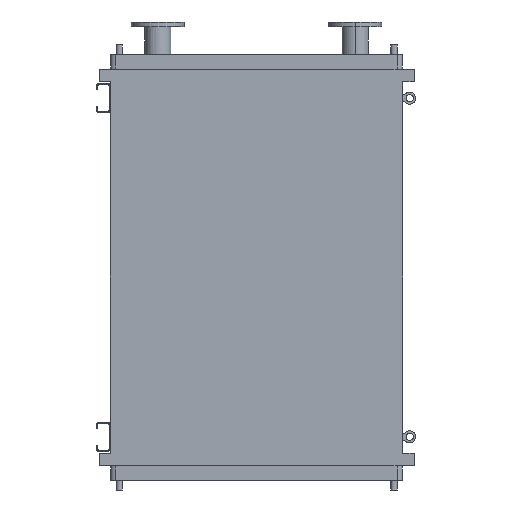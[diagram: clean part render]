
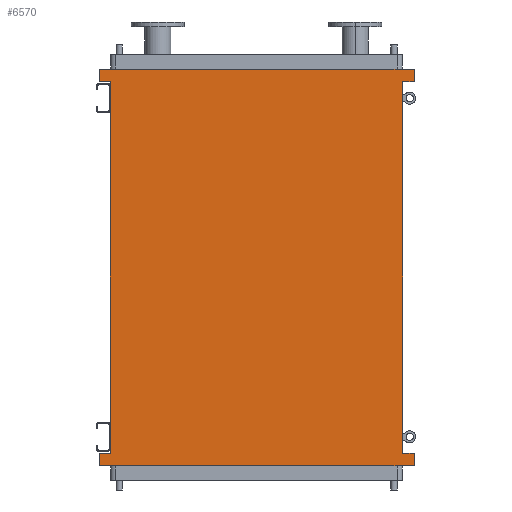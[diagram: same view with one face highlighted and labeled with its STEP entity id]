
A CAD part, front view. The second image highlights one B-rep face of the part: STEP entity #6570.
In plain terms, the highlighted planar face has unit normal (0, -1, 0).
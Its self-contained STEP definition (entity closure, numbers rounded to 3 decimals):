
#106 = CARTESIAN_POINT ( 'NONE',  ( -651., 0., -1545. ) ) ;
#128 = VERTEX_POINT ( 'NONE', #5081 ) ;
#145 = EDGE_CURVE ( 'NONE', #1158, #2820, #958, .T. ) ;
#312 = DIRECTION ( 'NONE',  ( 1., 0., 0. ) ) ;
#341 = CARTESIAN_POINT ( 'NONE',  ( -651., 0., -1493. ) ) ;
#444 = AXIS2_PLACEMENT_3D ( 'NONE', #4418, #3795, #4503 ) ;
#464 = CARTESIAN_POINT ( 'NONE',  ( -651., 0., 43. ) ) ;
#580 = DIRECTION ( 'NONE',  ( 0., 0., -1. ) ) ;
#606 = EDGE_CURVE ( 'NONE', #1158, #1830, #4145, .T. ) ;
#717 = VECTOR ( 'NONE', #7825, 1000. ) ;
#901 = EDGE_LOOP ( 'NONE', ( #6215, #5240, #7772, #5447, #5037, #5438, #7494, #7754, #3876, #3691, #2283, #3969 ) ) ;
#958 = LINE ( 'NONE', #3488, #1526 ) ;
#1063 = CARTESIAN_POINT ( 'NONE',  ( 651., 0., -1545. ) ) ;
#1146 = LINE ( 'NONE', #2971, #6314 ) ;
#1158 = VERTEX_POINT ( 'NONE', #2273 ) ;
#1304 = CARTESIAN_POINT ( 'NONE',  ( -605., 0., 43. ) ) ;
#1454 = VERTEX_POINT ( 'NONE', #4920 ) ;
#1526 = VECTOR ( 'NONE', #312, 1000. ) ;
#1530 = VECTOR ( 'NONE', #2032, 1000. ) ;
#1657 = CARTESIAN_POINT ( 'NONE',  ( 651., 0., 95. ) ) ;
#1699 = CARTESIAN_POINT ( 'NONE',  ( -605., 0., -1493. ) ) ;
#1752 = EDGE_CURVE ( 'NONE', #1454, #3696, #6679, .T. ) ;
#1806 = VECTOR ( 'NONE', #3713, 1000. ) ;
#1830 = VERTEX_POINT ( 'NONE', #6274 ) ;
#1907 = CARTESIAN_POINT ( 'NONE',  ( -651., 0., -1493. ) ) ;
#1967 = PLANE ( 'NONE',  #444 ) ;
#2032 = DIRECTION ( 'NONE',  ( 0., 0., 1. ) ) ;
#2273 = CARTESIAN_POINT ( 'NONE',  ( 605., 0., -1493. ) ) ;
#2279 = VERTEX_POINT ( 'NONE', #1699 ) ;
#2283 = ORIENTED_EDGE ( 'NONE', *, *, #8232, .F. ) ;
#2392 = DIRECTION ( 'NONE',  ( 0., 0., 1. ) ) ;
#2425 = CARTESIAN_POINT ( 'NONE',  ( -651., 0., 95. ) ) ;
#2513 = FACE_OUTER_BOUND ( 'NONE', #901, .T. ) ;
#2636 = VERTEX_POINT ( 'NONE', #5259 ) ;
#2819 = CARTESIAN_POINT ( 'NONE',  ( 605., 0., -1450. ) ) ;
#2820 = VERTEX_POINT ( 'NONE', #6451 ) ;
#2971 = CARTESIAN_POINT ( 'NONE',  ( -605., 0., -1450. ) ) ;
#3046 = LINE ( 'NONE', #2425, #6341 ) ;
#3099 = CARTESIAN_POINT ( 'NONE',  ( 651., 0., 95. ) ) ;
#3150 = VECTOR ( 'NONE', #7219, 1000. ) ;
#3266 = EDGE_CURVE ( 'NONE', #2636, #1830, #6518, .T. ) ;
#3366 = EDGE_CURVE ( 'NONE', #7454, #1454, #3046, .T. ) ;
#3478 = DIRECTION ( 'NONE',  ( 0., 0., 1. ) ) ;
#3488 = CARTESIAN_POINT ( 'NONE',  ( 605., 0., -1493. ) ) ;
#3513 = LINE ( 'NONE', #341, #5007 ) ;
#3583 = EDGE_CURVE ( 'NONE', #5853, #2279, #3513, .T. ) ;
#3691 = ORIENTED_EDGE ( 'NONE', *, *, #7476, .F. ) ;
#3696 = VERTEX_POINT ( 'NONE', #3099 ) ;
#3713 = DIRECTION ( 'NONE',  ( -1., 0., 0. ) ) ;
#3795 = DIRECTION ( 'NONE',  ( 0., -1., 0. ) ) ;
#3876 = ORIENTED_EDGE ( 'NONE', *, *, #7086, .F. ) ;
#3969 = ORIENTED_EDGE ( 'NONE', *, *, #145, .F. ) ;
#4066 = DIRECTION ( 'NONE',  ( 1., 0., 0. ) ) ;
#4098 = VERTEX_POINT ( 'NONE', #1304 ) ;
#4145 = LINE ( 'NONE', #2819, #4580 ) ;
#4418 = CARTESIAN_POINT ( 'NONE',  ( -605., 0., -1450. ) ) ;
#4503 = DIRECTION ( 'NONE',  ( 0., 0., -1. ) ) ;
#4580 = VECTOR ( 'NONE', #3478, 1000. ) ;
#4690 = CARTESIAN_POINT ( 'NONE',  ( 605., 0., 43. ) ) ;
#4841 = CARTESIAN_POINT ( 'NONE',  ( 651., 0., -1545. ) ) ;
#4920 = CARTESIAN_POINT ( 'NONE',  ( -651., 0., 95. ) ) ;
#5007 = VECTOR ( 'NONE', #7956, 1000. ) ;
#5037 = ORIENTED_EDGE ( 'NONE', *, *, #3366, .F. ) ;
#5081 = CARTESIAN_POINT ( 'NONE',  ( -651., 0., -1545. ) ) ;
#5240 = ORIENTED_EDGE ( 'NONE', *, *, #3266, .F. ) ;
#5259 = CARTESIAN_POINT ( 'NONE',  ( 651., 0., 43. ) ) ;
#5334 = VERTEX_POINT ( 'NONE', #4841 ) ;
#5427 = EDGE_CURVE ( 'NONE', #3696, #2636, #6377, .T. ) ;
#5438 = ORIENTED_EDGE ( 'NONE', *, *, #6234, .F. ) ;
#5447 = ORIENTED_EDGE ( 'NONE', *, *, #1752, .F. ) ;
#5454 = LINE ( 'NONE', #6240, #6198 ) ;
#5613 = LINE ( 'NONE', #5980, #717 ) ;
#5853 = VERTEX_POINT ( 'NONE', #1907 ) ;
#5896 = VECTOR ( 'NONE', #580, 1000. ) ;
#5980 = CARTESIAN_POINT ( 'NONE',  ( -651., 0., 43. ) ) ;
#6137 = DIRECTION ( 'NONE',  ( 0., 0., 1. ) ) ;
#6198 = VECTOR ( 'NONE', #6810, 1000. ) ;
#6215 = ORIENTED_EDGE ( 'NONE', *, *, #606, .T. ) ;
#6234 = EDGE_CURVE ( 'NONE', #4098, #7454, #5613, .T. ) ;
#6240 = CARTESIAN_POINT ( 'NONE',  ( 651., 0., -1493. ) ) ;
#6274 = CARTESIAN_POINT ( 'NONE',  ( 605., 0., 43. ) ) ;
#6296 = CARTESIAN_POINT ( 'NONE',  ( 651., 0., 43. ) ) ;
#6301 = LINE ( 'NONE', #1063, #1806 ) ;
#6314 = VECTOR ( 'NONE', #2392, 1000. ) ;
#6341 = VECTOR ( 'NONE', #6137, 1000. ) ;
#6377 = LINE ( 'NONE', #6296, #5896 ) ;
#6451 = CARTESIAN_POINT ( 'NONE',  ( 651., 0., -1493. ) ) ;
#6518 = LINE ( 'NONE', #4690, #3150 ) ;
#6570 = ADVANCED_FACE ( 'NONE', ( #2513 ), #1967, .T. ) ;
#6679 = LINE ( 'NONE', #1657, #6993 ) ;
#6810 = DIRECTION ( 'NONE',  ( 0., 0., -1. ) ) ;
#6993 = VECTOR ( 'NONE', #4066, 1000. ) ;
#7062 = LINE ( 'NONE', #106, #1530 ) ;
#7086 = EDGE_CURVE ( 'NONE', #128, #5853, #7062, .T. ) ;
#7219 = DIRECTION ( 'NONE',  ( -1., 0., 0. ) ) ;
#7393 = EDGE_CURVE ( 'NONE', #2279, #4098, #1146, .T. ) ;
#7454 = VERTEX_POINT ( 'NONE', #464 ) ;
#7476 = EDGE_CURVE ( 'NONE', #5334, #128, #6301, .T. ) ;
#7494 = ORIENTED_EDGE ( 'NONE', *, *, #7393, .F. ) ;
#7754 = ORIENTED_EDGE ( 'NONE', *, *, #3583, .F. ) ;
#7772 = ORIENTED_EDGE ( 'NONE', *, *, #5427, .F. ) ;
#7825 = DIRECTION ( 'NONE',  ( -1., 0., 0. ) ) ;
#7956 = DIRECTION ( 'NONE',  ( 1., 0., 0. ) ) ;
#8232 = EDGE_CURVE ( 'NONE', #2820, #5334, #5454, .T. ) ;
